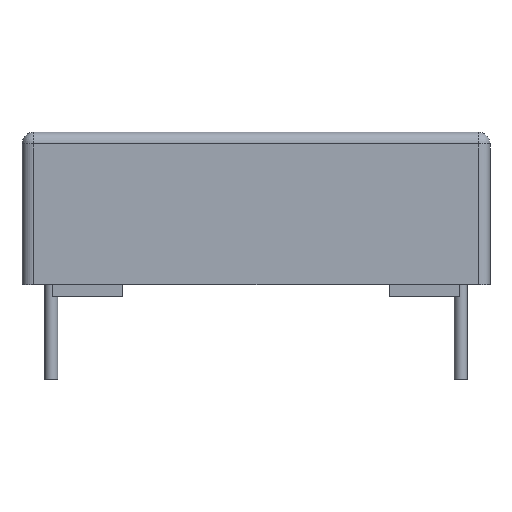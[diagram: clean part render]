
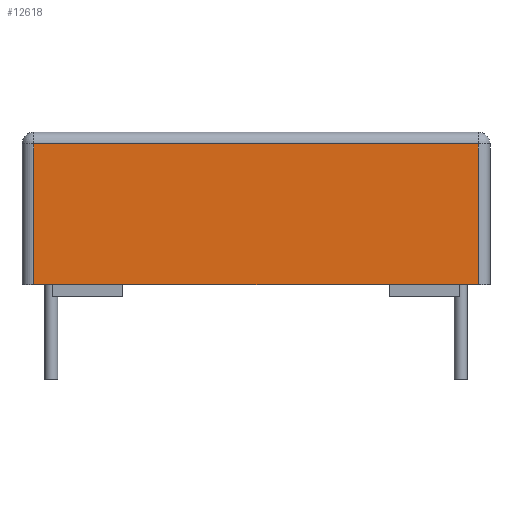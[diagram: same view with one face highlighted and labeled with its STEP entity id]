
A CAD part, front view. The second image highlights one B-rep face of the part: STEP entity #12618.
In plain terms, the highlighted planar face has unit normal (0, -1, 0).
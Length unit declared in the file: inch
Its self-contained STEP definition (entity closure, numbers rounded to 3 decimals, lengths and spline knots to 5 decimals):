
#12229=CARTESIAN_POINT('',(0.38,-0.113,0.1105));
#12230=VERTEX_POINT('',#12229);
#12262=CARTESIAN_POINT('',(-0.38,-0.113,0.1105));
#12263=VERTEX_POINT('',#12262);
#12288=CARTESIAN_POINT('',(-0.38,-0.113,-0.1305));
#12289=VERTEX_POINT('',#12288);
#12297=CARTESIAN_POINT('',(-0.38,-0.113,-0.1305));
#12298=DIRECTION('',(0.0,0.0,1.0));
#12299=VECTOR('',#12298,0.241);
#12300=LINE('',#12297,#12299);
#12301=EDGE_CURVE('',#12289,#12263,#12300,.T.);
#12319=CARTESIAN_POINT('',(-0.38,-0.113,0.1105));
#12320=DIRECTION('',(1.0,0.0,0.0));
#12321=VECTOR('',#12320,0.76);
#12322=LINE('',#12319,#12321);
#12323=EDGE_CURVE('',#12263,#12230,#12322,.T.);
#12352=CARTESIAN_POINT('',(0.38,-0.113,-0.1305));
#12353=VERTEX_POINT('',#12352);
#12370=CARTESIAN_POINT('',(0.38,-0.113,0.1105));
#12371=DIRECTION('',(0.0,0.0,-1.0));
#12372=VECTOR('',#12371,0.241);
#12373=LINE('',#12370,#12372);
#12374=EDGE_CURVE('',#12230,#12353,#12373,.T.);
#12576=CARTESIAN_POINT('',(-0.38,-0.113,-0.1305));
#12577=DIRECTION('',(1.0,0.0,0.0));
#12578=VECTOR('',#12577,0.76);
#12579=LINE('',#12576,#12578);
#12580=EDGE_CURVE('',#12289,#12353,#12579,.T.);
#12607=CARTESIAN_POINT('',(0.4,-0.113,0.0));
#12608=DIRECTION('',(0.0,-1.0,0.0));
#12609=DIRECTION('',(0.0,0.0,-1.0));
#12610=AXIS2_PLACEMENT_3D('',#12607,#12608,#12609);
#12611=PLANE('',#12610);
#12612=ORIENTED_EDGE('',*,*,#12301,.F.);
#12613=ORIENTED_EDGE('',*,*,#12580,.T.);
#12614=ORIENTED_EDGE('',*,*,#12374,.F.);
#12615=ORIENTED_EDGE('',*,*,#12323,.F.);
#12616=EDGE_LOOP('',(#12612,#12613,#12614,#12615));
#12617=FACE_OUTER_BOUND('',#12616,.T.);
#12618=ADVANCED_FACE('',(#12617),#12611,.T.);
